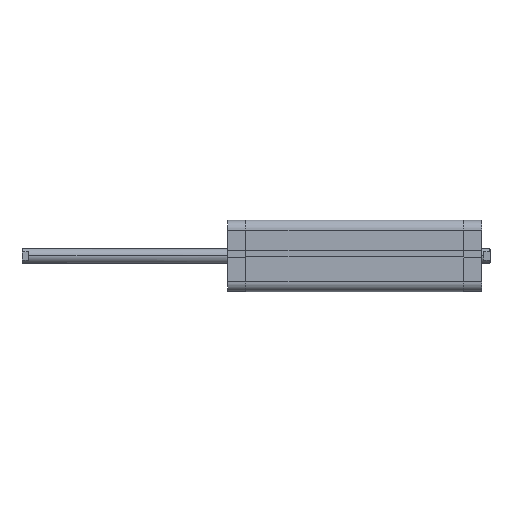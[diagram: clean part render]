
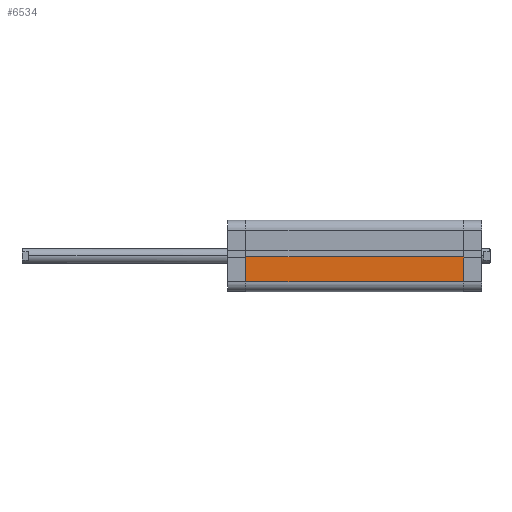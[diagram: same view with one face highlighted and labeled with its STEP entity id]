
A CAD part, top view. The second image highlights one B-rep face of the part: STEP entity #6534.
In plain terms, the highlighted face is planar.
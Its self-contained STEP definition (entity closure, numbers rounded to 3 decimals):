
#107 = AXIS2_PLACEMENT_3D ( 'NONE', #4552, #4556, #4557 ) ;
#340 = EDGE_LOOP ( 'NONE', ( #3014, #3013, #3012, #3011 ) ) ;
#964 = VERTEX_POINT ( 'NONE', #1331 ) ;
#971 = VERTEX_POINT ( 'NONE', #1336 ) ;
#976 = VERTEX_POINT ( 'NONE', #1339 ) ;
#1050 = VERTEX_POINT ( 'NONE', #1402 ) ;
#1331 = CARTESIAN_POINT ( 'NONE',  ( 29., 0.85, 0. ) ) ;
#1336 = CARTESIAN_POINT ( 'NONE',  ( 29., 0.85, 176.5 ) ) ;
#1339 = CARTESIAN_POINT ( 'NONE',  ( 29., 21., 0. ) ) ;
#1402 = CARTESIAN_POINT ( 'NONE',  ( 29., 21., 176.5 ) ) ;
#3011 = ORIENTED_EDGE ( 'NONE', *, *, #6572, .T. ) ;
#3012 = ORIENTED_EDGE ( 'NONE', *, *, #6576, .T. ) ;
#3013 = ORIENTED_EDGE ( 'NONE', *, *, #6569, .F. ) ;
#3014 = ORIENTED_EDGE ( 'NONE', *, *, #6568, .F. ) ;
#3865 = FACE_OUTER_BOUND ( 'NONE', #340, .T. ) ;
#4549 = PLANE ( 'NONE',  #107 ) ;
#4552 = CARTESIAN_POINT ( 'NONE',  ( 29., -63.941, 176.5 ) ) ;
#4556 = DIRECTION ( 'NONE',  ( 1., 0., 0. ) ) ;
#4557 = DIRECTION ( 'NONE',  ( 0., 1., 0. ) ) ;
#4612 = CARTESIAN_POINT ( 'NONE',  ( 29., -63.941, 0. ) ) ;
#4613 = DIRECTION ( 'NONE',  ( 0., -1., 0. ) ) ;
#4614 = CARTESIAN_POINT ( 'NONE',  ( 29., 21., 176.5 ) ) ;
#4615 = DIRECTION ( 'NONE',  ( 0., 0., -1. ) ) ;
#4620 = CARTESIAN_POINT ( 'NONE',  ( 29., -63.941, 176.5 ) ) ;
#4621 = CARTESIAN_POINT ( 'NONE',  ( 29., 0.85, 176.5 ) ) ;
#4622 = DIRECTION ( 'NONE',  ( 0., 0., -1. ) ) ;
#4631 = DIRECTION ( 'NONE',  ( 0., -1., 0. ) ) ;
#5159 = LINE ( 'NONE', #4612, #5160 ) ;
#5160 = VECTOR ( 'NONE', #4613, 1000. ) ;
#5161 = LINE ( 'NONE', #4614, #5162 ) ;
#5162 = VECTOR ( 'NONE', #4615, 1000. ) ;
#5167 = LINE ( 'NONE', #4621, #5168 ) ;
#5168 = VECTOR ( 'NONE', #4622, 1000. ) ;
#5171 = LINE ( 'NONE', #4620, #5175 ) ;
#5175 = VECTOR ( 'NONE', #4631, 1000. ) ;
#6534 = ADVANCED_FACE ( 'NONE', ( #3865 ), #4549, .T. ) ;
#6568 = EDGE_CURVE ( 'NONE', #976, #964, #5159, .T. ) ;
#6569 = EDGE_CURVE ( 'NONE', #1050, #976, #5161, .T. ) ;
#6572 = EDGE_CURVE ( 'NONE', #971, #964, #5167, .T. ) ;
#6576 = EDGE_CURVE ( 'NONE', #1050, #971, #5171, .T. ) ;
